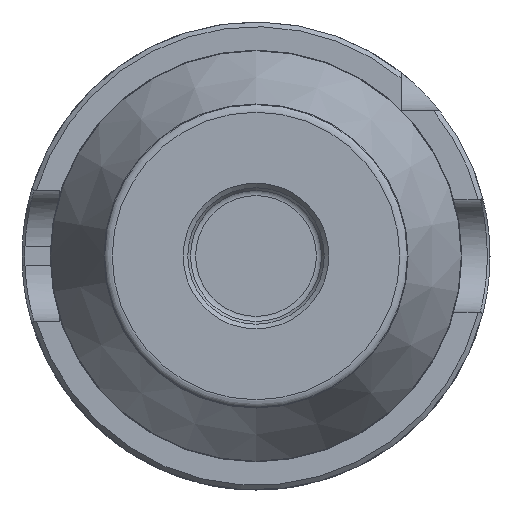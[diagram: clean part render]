
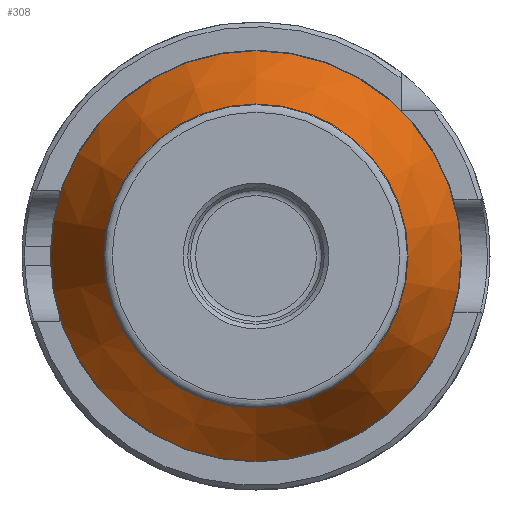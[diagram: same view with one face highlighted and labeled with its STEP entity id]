
A CAD part, left-side view. The second image highlights one B-rep face of the part: STEP entity #308.
In plain terms, the highlighted conical face has half-angle 25 degrees and reference radius 21.937 mm.
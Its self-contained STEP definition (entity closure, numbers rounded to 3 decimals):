
#73=FACE_BOUND('',#522,.T.);
#74=FACE_BOUND('',#523,.T.);
#147=CONICAL_SURFACE('',#1684,21.937,25.);
#308=ADVANCED_FACE('',(#73,#74),#147,.T.);
#522=EDGE_LOOP('',(#1019));
#523=EDGE_LOOP('',(#1020));
#607=CIRCLE('',#1681,21.937);
#608=CIRCLE('',#1683,16.245);
#1019=ORIENTED_EDGE('',*,*,#1398,.T.);
#1020=ORIENTED_EDGE('',*,*,#1397,.F.);
#1184=VERTEX_POINT('',#3154);
#1185=VERTEX_POINT('',#3157);
#1397=EDGE_CURVE('',#1184,#1184,#607,.T.);
#1398=EDGE_CURVE('',#1185,#1185,#608,.T.);
#1681=AXIS2_PLACEMENT_3D('',#3153,#2047,#2048);
#1683=AXIS2_PLACEMENT_3D('',#3156,#2051,#2052);
#1684=AXIS2_PLACEMENT_3D('',#3158,#2053,#2054);
#2047=DIRECTION('',(1.,0.,0.));
#2048=DIRECTION('',(0.,0.,1.));
#2051=DIRECTION('',(1.,0.,0.));
#2052=DIRECTION('',(0.,0.,1.));
#2053=DIRECTION('',(1.,0.,0.));
#2054=DIRECTION('',(0.,0.,-1.));
#3153=CARTESIAN_POINT('',(12.731,0.,0.));
#3154=CARTESIAN_POINT('',(12.731,0.,21.937));
#3156=CARTESIAN_POINT('',(0.526,0.,0.));
#3157=CARTESIAN_POINT('',(0.526,0.,16.245));
#3158=CARTESIAN_POINT('',(12.731,0.,0.));
